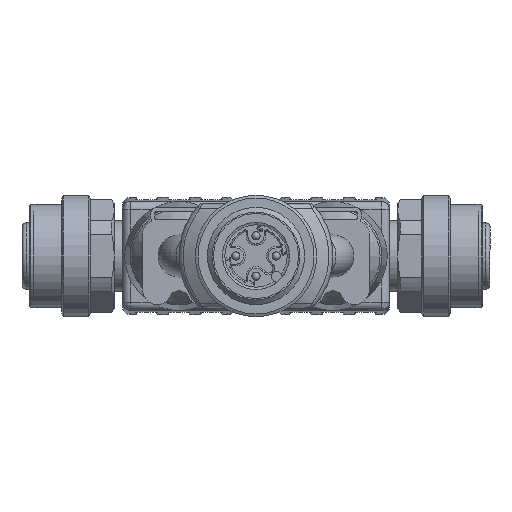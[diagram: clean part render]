
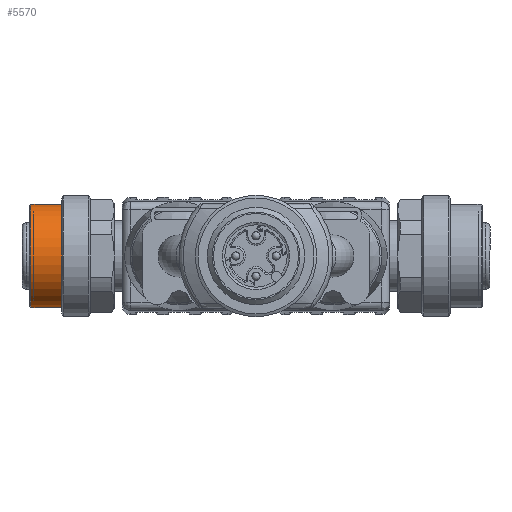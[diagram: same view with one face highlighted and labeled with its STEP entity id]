
A CAD part, front view. The second image highlights one B-rep face of the part: STEP entity #5570.
In plain terms, the highlighted cylindrical face has radius 6.4 mm (diameter 12.8 mm), a full revolution.
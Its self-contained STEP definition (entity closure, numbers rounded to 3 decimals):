
#5570=ADVANCED_FACE('',(#6543,#6544),#6269,.T.);
#6269=CYLINDRICAL_SURFACE('',#19683,6.4);
#6543=FACE_BOUND('',#7424,.T.);
#6544=FACE_BOUND('',#7425,.T.);
#7424=EDGE_LOOP('',(#11114));
#7425=EDGE_LOOP('',(#11115));
#11114=ORIENTED_EDGE('',*,*,#16471,.T.);
#11115=ORIENTED_EDGE('',*,*,#16472,.T.);
#14202=VERTEX_POINT('',#32708);
#14203=VERTEX_POINT('',#32710);
#16471=EDGE_CURVE('',#14202,#14202,#18157,.T.);
#16472=EDGE_CURVE('',#14203,#14203,#18158,.T.);
#18157=CIRCLE('',#19681,6.4);
#18158=CIRCLE('',#19682,6.4);
#19681=AXIS2_PLACEMENT_3D('',#32707,#23598,#23599);
#19682=AXIS2_PLACEMENT_3D('',#32709,#23600,#23601);
#19683=AXIS2_PLACEMENT_3D('',#32711,#23602,#23603);
#23598=DIRECTION('',(1.,0.,0.));
#23599=DIRECTION('',(0.,-0.866,-0.5));
#23600=DIRECTION('',(-1.,0.,0.));
#23601=DIRECTION('',(0.,0.5,-0.866));
#23602=DIRECTION('',(-1.,0.,0.));
#23603=DIRECTION('',(0.,-0.5,0.866));
#32707=CARTESIAN_POINT('',(39.886,62.256,0.));
#32708=CARTESIAN_POINT('',(39.886,56.714,-3.2));
#32709=CARTESIAN_POINT('',(43.686,62.256,0.));
#32710=CARTESIAN_POINT('',(43.686,65.456,-5.543));
#32711=CARTESIAN_POINT('',(39.686,62.256,0.));
